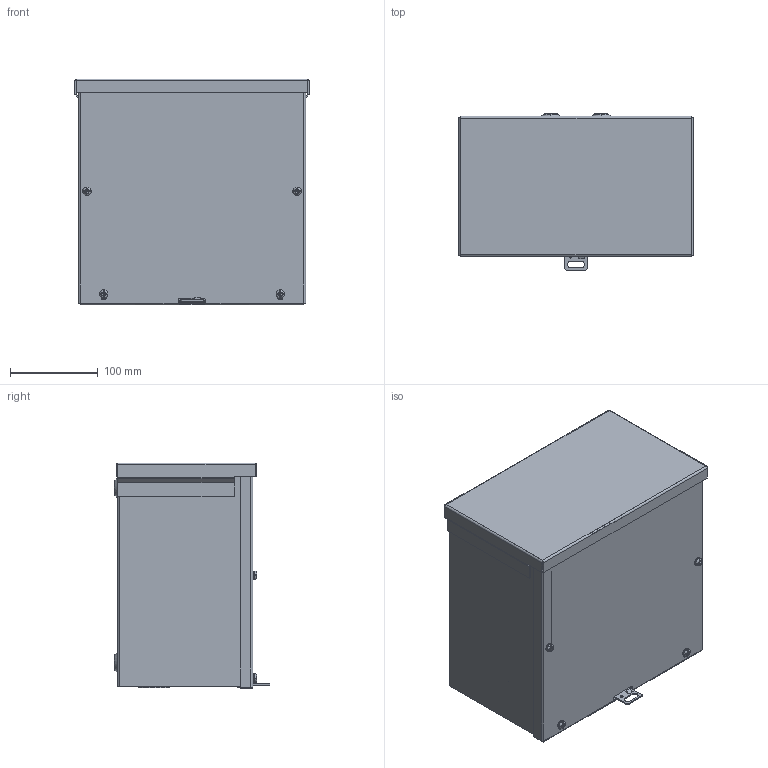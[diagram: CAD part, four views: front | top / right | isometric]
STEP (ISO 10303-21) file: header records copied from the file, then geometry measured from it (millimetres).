
FILE_DESCRIPTION (( 'STEP AP203' ), '1' );
FILE_NAME ('C3R10106SC_Default.step', '2019-11-12T22:01:50', ( '' ), ( '' ), 'SwSTEP 2.0', 'SolidWorks 2019', '' );
FILE_SCHEMA (( 'CONFIG_CONTROL_DESIGN' ));
Length unit declared in the file: inch
Products named in the file (1): C3R10106SC_Default
Bounding box: 266.42 x 177.22 x 257.05 mm (x, y, z)
Volume: 484419 mm3; surface area: 674207 mm2
Topology: 11 solids, 11 shells, 429 faces, 1087 edges, 693 vertices
Faces by surface type: plane 226, cylinder 117, bspline 56, cone 30
Entity records: 15902 total; most frequent: CARTESIAN_POINT 5668, ORIENTED_EDGE 2170, DIRECTION 2053, EDGE_CURVE 1085, AXIS2_PLACEMENT_3D 726, VERTEX_POINT 693, LINE 601, VECTOR 601
